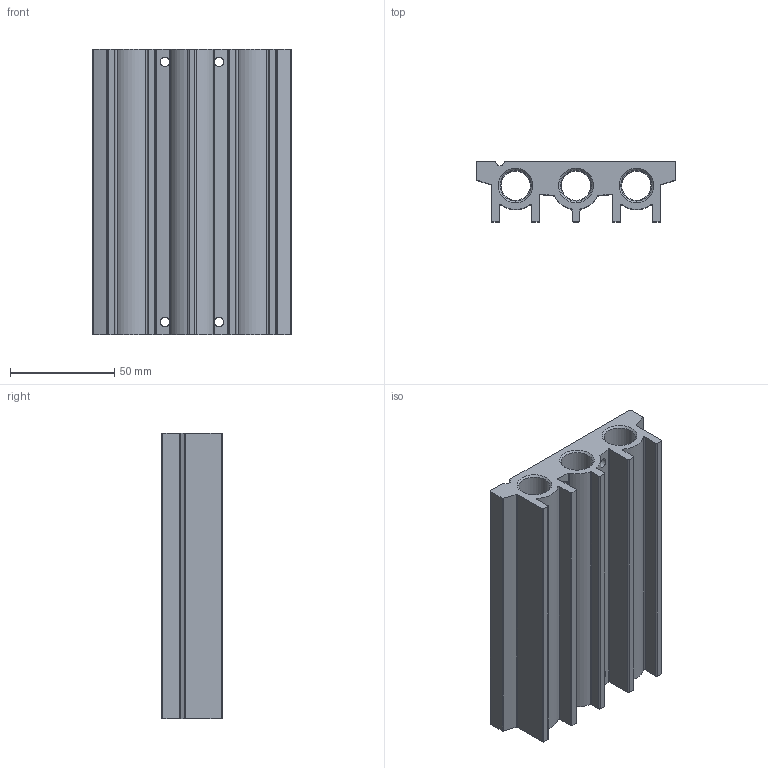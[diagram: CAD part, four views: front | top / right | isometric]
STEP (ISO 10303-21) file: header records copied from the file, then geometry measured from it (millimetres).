
FILE_DESCRIPTION(/* description */ ('STEP AP214'),/* implementation_level */ '2;1');
FILE_NAME(/* name */ '574459_VABM-L1-18S-G38-6',/* time_stamp */ '2024-09-13T11:55:58+02:00',/* author */ ('License CC BY-ND 4.0'),/* organization */ ('CADENAS'),/* preprocessor_version */ 'ST-DEVELOPER v19.3',/* originating_system */ 'PARTsolutions',/* authorisation */ ' ');
FILE_SCHEMA (('AUTOMOTIVE_DESIGN {1 0 10303 214 3 1 1}'));
Length unit declared in the file: millimetre
Products named in the file (2): 574459 VABM-L1-18S-G38-6; 574459 VABM-L1-18S-G38-6---(L1-P)
Assembly tree (1 placements, depth 2):
  574459 VABM-L1-18S-G38-6
    574459 VABM-L1-18S-G38-6---(L1-P)
Bounding box: 95.6 x 29 x 137 mm (x, y, z)
Volume: 189127.7 mm3; surface area: 69090.9 mm2
Topology: 1 solids, 1 shells, 223 faces, 676 edges, 443 vertices
Faces by surface type: cylinder 97, plane 78, cone 48
Full cylindrical faces by diameter (mm): 2.459 x12, 4.5 x4, 9 x18, 14.15 x3, 14.95 x6
Entity records: 6981 total; most frequent: CARTESIAN_POINT 1525, DIRECTION 1118, ORIENTED_EDGE 1000, EDGE_CURVE 500, AXIS2_PLACEMENT_3D 427, VERTEX_POINT 388, FACE_BOUND 382, EDGE_LOOP 358
